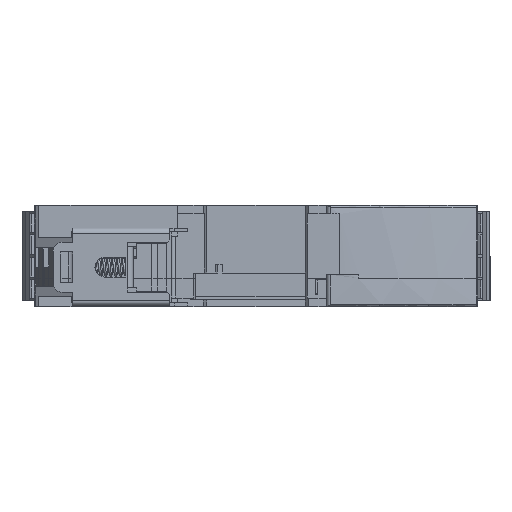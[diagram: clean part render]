
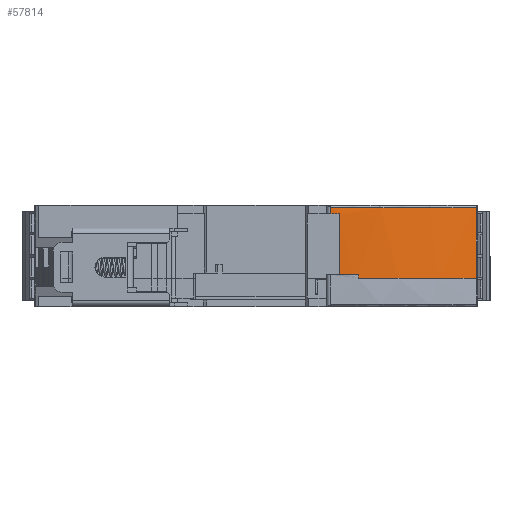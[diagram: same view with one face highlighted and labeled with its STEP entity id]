
A CAD part, front view. The second image highlights one B-rep face of the part: STEP entity #57814.
In plain terms, the highlighted cylindrical face has radius 80 mm (diameter 160 mm), a partial arc.
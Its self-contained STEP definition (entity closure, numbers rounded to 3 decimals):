
#2078 = LINE ( 'NONE', #16133, #30444 ) ;
#3517 = VERTEX_POINT ( 'NONE', #36013 ) ;
#4382 = DIRECTION ( 'NONE',  ( 0., 0., -1. ) ) ;
#4702 = EDGE_CURVE ( 'NONE', #73969, #26215, #35334, .T. ) ;
#5142 = DIRECTION ( 'NONE',  ( 0., 0., -1. ) ) ;
#5964 = DIRECTION ( 'NONE',  ( 0., 0., -1. ) ) ;
#6888 = ORIENTED_EDGE ( 'NONE', *, *, #4702, .T. ) ;
#7478 = CARTESIAN_POINT ( 'NONE',  ( 18.7, 3.419, -1.7 ) ) ;
#9015 = EDGE_CURVE ( 'NONE', #41327, #59057, #30000, .T. ) ;
#9284 = LINE ( 'NONE', #54922, #23419 ) ;
#12315 = DIRECTION ( 'NONE',  ( 0., 0., -1. ) ) ;
#15948 = CARTESIAN_POINT ( 'NONE',  ( 22.9, 3.804, -2.5 ) ) ;
#16133 = CARTESIAN_POINT ( 'NONE',  ( 18.7, 3.419, 11.9 ) ) ;
#18700 = VERTEX_POINT ( 'NONE', #34109 ) ;
#20850 = VECTOR ( 'NONE', #45347, 1000. ) ;
#23419 = VECTOR ( 'NONE', #72864, 1000. ) ;
#24431 = AXIS2_PLACEMENT_3D ( 'NONE', #35611, #41184, #33931 ) ;
#25256 = CARTESIAN_POINT ( 'NONE',  ( 16.741, 3.316, 13.3 ) ) ;
#26202 = ORIENTED_EDGE ( 'NONE', *, *, #78156, .T. ) ;
#26215 = VERTEX_POINT ( 'NONE', #25256 ) ;
#27291 = EDGE_CURVE ( 'NONE', #26215, #3517, #76524, .T. ) ;
#28530 = DIRECTION ( 'NONE',  ( 0., 0., -1. ) ) ;
#29552 = VERTEX_POINT ( 'NONE', #7478 ) ;
#29638 = ORIENTED_EDGE ( 'NONE', *, *, #71268, .F. ) ;
#29740 = CARTESIAN_POINT ( 'NONE',  ( 13.5, 83.25, -1.7 ) ) ;
#29990 = DIRECTION ( 'NONE',  ( 0.065, -0.998, 0. ) ) ;
#30000 = LINE ( 'NONE', #68400, #36372 ) ;
#30444 = VECTOR ( 'NONE', #28530, 1000. ) ;
#31176 = DIRECTION ( 'NONE',  ( 0.447, -0.895, 0. ) ) ;
#32128 = CARTESIAN_POINT ( 'NONE',  ( 16.741, 3.316, 11.9 ) ) ;
#33931 = DIRECTION ( 'NONE',  ( 0.041, -0.999, 0. ) ) ;
#34109 = CARTESIAN_POINT ( 'NONE',  ( 18.7, 3.419, 11.9 ) ) ;
#35334 = CIRCLE ( 'NONE', #24431, 80. ) ;
#35424 = CARTESIAN_POINT ( 'NONE',  ( 49.223, 11.669, -2.5 ) ) ;
#35611 = CARTESIAN_POINT ( 'NONE',  ( 13.5, 83.25, 13.3 ) ) ;
#36013 = CARTESIAN_POINT ( 'NONE',  ( 16.741, 3.316, 11.9 ) ) ;
#36372 = VECTOR ( 'NONE', #5964, 1000. ) ;
#37228 = CARTESIAN_POINT ( 'NONE',  ( 13.5, 83.25, 11.9 ) ) ;
#37329 = ORIENTED_EDGE ( 'NONE', *, *, #9015, .T. ) ;
#37556 = CYLINDRICAL_SURFACE ( 'NONE', #57817, 80. ) ;
#38022 = EDGE_CURVE ( 'NONE', #81406, #59057, #44877, .T. ) ;
#38435 = EDGE_CURVE ( 'NONE', #41327, #29552, #44933, .T. ) ;
#39390 = EDGE_LOOP ( 'NONE', ( #29638, #50921, #55079, #37329, #68081, #26202, #6888, #54034 ) ) ;
#41184 = DIRECTION ( 'NONE',  ( 0., 0., -1. ) ) ;
#41327 = VERTEX_POINT ( 'NONE', #75180 ) ;
#43527 = EDGE_CURVE ( 'NONE', #18700, #29552, #2078, .T. ) ;
#44877 = CIRCLE ( 'NONE', #54379, 80. ) ;
#44933 = CIRCLE ( 'NONE', #53076, 80. ) ;
#45347 = DIRECTION ( 'NONE',  ( 0., 0., -1. ) ) ;
#45887 = CIRCLE ( 'NONE', #47317, 80. ) ;
#47317 = AXIS2_PLACEMENT_3D ( 'NONE', #37228, #4382, #29990 ) ;
#49868 = DIRECTION ( 'NONE',  ( 0.447, -0.895, 0. ) ) ;
#50616 = DIRECTION ( 'NONE',  ( 0., 0., -1. ) ) ;
#50921 = ORIENTED_EDGE ( 'NONE', *, *, #43527, .T. ) ;
#53076 = AXIS2_PLACEMENT_3D ( 'NONE', #29740, #50616, #75385 ) ;
#54034 = ORIENTED_EDGE ( 'NONE', *, *, #27291, .T. ) ;
#54379 = AXIS2_PLACEMENT_3D ( 'NONE', #62250, #12315, #49868 ) ;
#54922 = CARTESIAN_POINT ( 'NONE',  ( 49.223, 11.669, 13.3 ) ) ;
#55079 = ORIENTED_EDGE ( 'NONE', *, *, #38435, .F. ) ;
#57814 = ADVANCED_FACE ( 'NONE', ( #61887 ), #37556, .T. ) ;
#57817 = AXIS2_PLACEMENT_3D ( 'NONE', #63563, #5142, #31176 ) ;
#59057 = VERTEX_POINT ( 'NONE', #15948 ) ;
#61887 = FACE_OUTER_BOUND ( 'NONE', #39390, .T. ) ;
#62250 = CARTESIAN_POINT ( 'NONE',  ( 13.5, 83.25, -2.5 ) ) ;
#63563 = CARTESIAN_POINT ( 'NONE',  ( 13.5, 83.25, 3.3 ) ) ;
#68081 = ORIENTED_EDGE ( 'NONE', *, *, #38022, .F. ) ;
#68400 = CARTESIAN_POINT ( 'NONE',  ( 22.9, 3.804, -1.7 ) ) ;
#71268 = EDGE_CURVE ( 'NONE', #18700, #3517, #45887, .T. ) ;
#72864 = DIRECTION ( 'NONE',  ( 0., 0., 1. ) ) ;
#73969 = VERTEX_POINT ( 'NONE', #75264 ) ;
#75180 = CARTESIAN_POINT ( 'NONE',  ( 22.9, 3.804, -1.7 ) ) ;
#75264 = CARTESIAN_POINT ( 'NONE',  ( 49.223, 11.669, 13.3 ) ) ;
#75385 = DIRECTION ( 'NONE',  ( 0.065, -0.998, 0. ) ) ;
#76524 = LINE ( 'NONE', #32128, #20850 ) ;
#78156 = EDGE_CURVE ( 'NONE', #81406, #73969, #9284, .T. ) ;
#81406 = VERTEX_POINT ( 'NONE', #35424 ) ;
